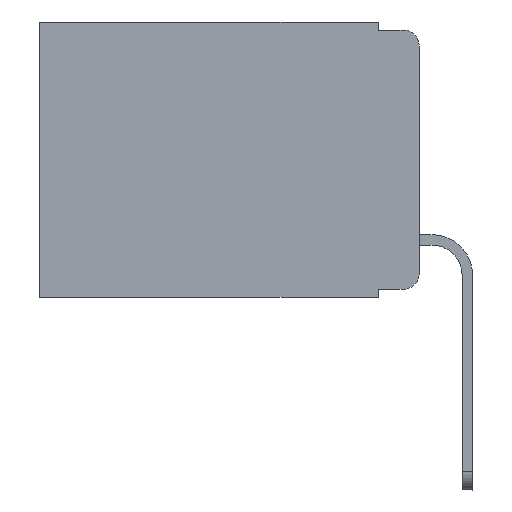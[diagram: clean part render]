
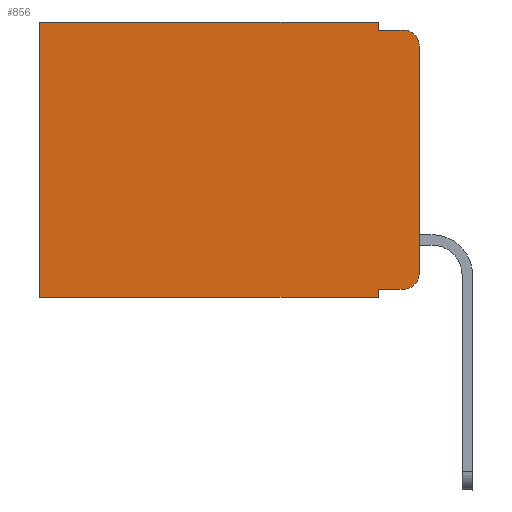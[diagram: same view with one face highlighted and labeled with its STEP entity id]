
A CAD part, left-side view. The second image highlights one B-rep face of the part: STEP entity #856.
In plain terms, the highlighted planar face has unit normal (-1, 0, 0).
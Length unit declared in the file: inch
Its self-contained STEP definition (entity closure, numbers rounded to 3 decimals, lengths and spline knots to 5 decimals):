
#1 = ORIENTED_EDGE ( 'NONE', *, *, #15424, .T. ) ;
#358 = CARTESIAN_POINT ( 'NONE',  ( 0.298, 0., 0. ) ) ;
#470 = CIRCLE ( 'NONE', #2046, 0.02 ) ;
#532 = CARTESIAN_POINT ( 'NONE',  ( 0.298, 0.02, -0.03 ) ) ;
#563 = CIRCLE ( 'NONE', #7547, 0.02 ) ;
#856 = ADVANCED_FACE ( 'NONE', ( #3024 ), #23141, .F. ) ;
#1034 = LINE ( 'NONE', #21836, #5123 ) ;
#1076 = DIRECTION ( 'NONE',  ( 0., 0., -1. ) ) ;
#1719 = LINE ( 'NONE', #22302, #5179 ) ;
#1856 = LINE ( 'NONE', #16714, #17973 ) ;
#2004 = DIRECTION ( 'NONE',  ( -1., 0., 0. ) ) ;
#2046 = AXIS2_PLACEMENT_3D ( 'NONE', #532, #2004, #2131 ) ;
#2131 = DIRECTION ( 'NONE',  ( 0., 0., -1. ) ) ;
#3024 = FACE_OUTER_BOUND ( 'NONE', #3246, .T. ) ;
#3132 = ORIENTED_EDGE ( 'NONE', *, *, #5405, .F. ) ;
#3246 = EDGE_LOOP ( 'NONE', ( #23363, #19398, #20831, #15727, #1, #8743, #3132, #23411, #4211, #7745 ) ) ;
#3559 = CARTESIAN_POINT ( 'NONE',  ( 0.298, 0., -0.343 ) ) ;
#3760 = LINE ( 'NONE', #18709, #18292 ) ;
#3902 = CARTESIAN_POINT ( 'NONE',  ( 0.298, 0.051, 0. ) ) ;
#4211 = ORIENTED_EDGE ( 'NONE', *, *, #17135, .T. ) ;
#4837 = EDGE_CURVE ( 'NONE', #22865, #15024, #14434, .T. ) ;
#5123 = VECTOR ( 'NONE', #12251, 39.37008 ) ;
#5179 = VECTOR ( 'NONE', #9152, 39.37008 ) ;
#5405 = EDGE_CURVE ( 'NONE', #19804, #16322, #12588, .T. ) ;
#6086 = VERTEX_POINT ( 'NONE', #11812 ) ;
#7355 = DIRECTION ( 'NONE',  ( 0., 0., -1. ) ) ;
#7547 = AXIS2_PLACEMENT_3D ( 'NONE', #21686, #10598, #9144 ) ;
#7745 = ORIENTED_EDGE ( 'NONE', *, *, #10018, .T. ) ;
#7787 = DIRECTION ( 'NONE',  ( 0., 0., -1. ) ) ;
#7921 = DIRECTION ( 'NONE',  ( 0., 0., -1. ) ) ;
#8054 = EDGE_CURVE ( 'NONE', #17930, #8178, #470, .T. ) ;
#8178 = VERTEX_POINT ( 'NONE', #10146 ) ;
#8404 = CARTESIAN_POINT ( 'NONE',  ( 0.298, 0., 0. ) ) ;
#8424 = EDGE_CURVE ( 'NONE', #6086, #16322, #1856, .T. ) ;
#8668 = VECTOR ( 'NONE', #7355, 39.37008 ) ;
#8743 = ORIENTED_EDGE ( 'NONE', *, *, #8424, .T. ) ;
#9144 = DIRECTION ( 'NONE',  ( 0., 0., -1. ) ) ;
#9152 = DIRECTION ( 'NONE',  ( 0., -1., 0. ) ) ;
#9254 = CARTESIAN_POINT ( 'NONE',  ( 0.298, 0., -0.313 ) ) ;
#9993 = CARTESIAN_POINT ( 'NONE',  ( 0.298, 0.051, -0.333 ) ) ;
#10018 = EDGE_CURVE ( 'NONE', #22757, #22686, #563, .T. ) ;
#10082 = CARTESIAN_POINT ( 'NONE',  ( 0.298, 0.051, 0. ) ) ;
#10146 = CARTESIAN_POINT ( 'NONE',  ( 0.298, 0.02, -0.01 ) ) ;
#10598 = DIRECTION ( 'NONE',  ( -1., 0., 0. ) ) ;
#10635 = DIRECTION ( 'NONE',  ( 0., 1., 0. ) ) ;
#11227 = DIRECTION ( 'NONE',  ( 0., 0., -1. ) ) ;
#11389 = VECTOR ( 'NONE', #10635, 39.37008 ) ;
#11605 = CARTESIAN_POINT ( 'NONE',  ( 0.298, 0.473, -0.343 ) ) ;
#11812 = CARTESIAN_POINT ( 'NONE',  ( 0.298, 0.473, 0. ) ) ;
#12251 = DIRECTION ( 'NONE',  ( 0., -1., 0. ) ) ;
#12443 = EDGE_CURVE ( 'NONE', #21120, #19804, #13419, .T. ) ;
#12588 = LINE ( 'NONE', #3559, #11389 ) ;
#12782 = DIRECTION ( 'NONE',  ( 0., 1., 0. ) ) ;
#13179 = CARTESIAN_POINT ( 'NONE',  ( 0.298, 0., -0.03 ) ) ;
#13419 = LINE ( 'NONE', #3902, #18504 ) ;
#13887 = DIRECTION ( 'NONE',  ( 1., 0., 0. ) ) ;
#14434 = LINE ( 'NONE', #18319, #8668 ) ;
#15024 = VERTEX_POINT ( 'NONE', #20382 ) ;
#15424 = EDGE_CURVE ( 'NONE', #22865, #6086, #3760, .T. ) ;
#15727 = ORIENTED_EDGE ( 'NONE', *, *, #4837, .F. ) ;
#16322 = VERTEX_POINT ( 'NONE', #11605 ) ;
#16532 = AXIS2_PLACEMENT_3D ( 'NONE', #8404, #13887, #1076 ) ;
#16714 = CARTESIAN_POINT ( 'NONE',  ( 0.298, 0.473, 0. ) ) ;
#17135 = EDGE_CURVE ( 'NONE', #21120, #22757, #1034, .T. ) ;
#17649 = VECTOR ( 'NONE', #7787, 39.37008 ) ;
#17930 = VERTEX_POINT ( 'NONE', #13179 ) ;
#17973 = VECTOR ( 'NONE', #11227, 39.37008 ) ;
#18292 = VECTOR ( 'NONE', #12782, 39.37008 ) ;
#18319 = CARTESIAN_POINT ( 'NONE',  ( 0.298, 0.051, 0. ) ) ;
#18504 = VECTOR ( 'NONE', #7921, 39.37008 ) ;
#18709 = CARTESIAN_POINT ( 'NONE',  ( 0.298, 0., 0. ) ) ;
#19398 = ORIENTED_EDGE ( 'NONE', *, *, #8054, .T. ) ;
#19804 = VERTEX_POINT ( 'NONE', #22055 ) ;
#19821 = EDGE_CURVE ( 'NONE', #15024, #8178, #1719, .T. ) ;
#19955 = EDGE_CURVE ( 'NONE', #17930, #22686, #21054, .T. ) ;
#20382 = CARTESIAN_POINT ( 'NONE',  ( 0.298, 0.051, -0.01 ) ) ;
#20831 = ORIENTED_EDGE ( 'NONE', *, *, #19821, .F. ) ;
#20919 = CARTESIAN_POINT ( 'NONE',  ( 0.298, 0.02, -0.333 ) ) ;
#21054 = LINE ( 'NONE', #358, #17649 ) ;
#21120 = VERTEX_POINT ( 'NONE', #9993 ) ;
#21686 = CARTESIAN_POINT ( 'NONE',  ( 0.298, 0.02, -0.313 ) ) ;
#21836 = CARTESIAN_POINT ( 'NONE',  ( 0.298, 0.051, -0.333 ) ) ;
#22055 = CARTESIAN_POINT ( 'NONE',  ( 0.298, 0.051, -0.343 ) ) ;
#22302 = CARTESIAN_POINT ( 'NONE',  ( 0.298, 0.051, -0.01 ) ) ;
#22686 = VERTEX_POINT ( 'NONE', #9254 ) ;
#22757 = VERTEX_POINT ( 'NONE', #20919 ) ;
#22865 = VERTEX_POINT ( 'NONE', #10082 ) ;
#23141 = PLANE ( 'NONE',  #16532 ) ;
#23363 = ORIENTED_EDGE ( 'NONE', *, *, #19955, .F. ) ;
#23411 = ORIENTED_EDGE ( 'NONE', *, *, #12443, .F. ) ;
